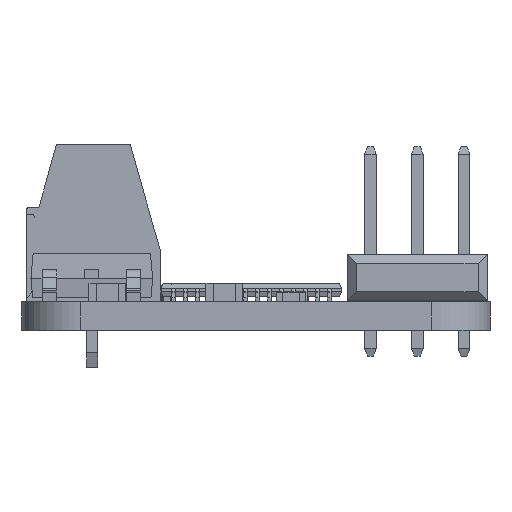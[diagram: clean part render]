
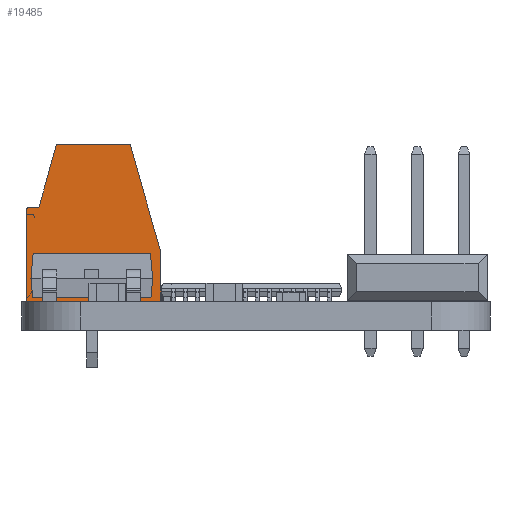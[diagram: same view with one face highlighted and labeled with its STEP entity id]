
A CAD part, left-side view. The second image highlights one B-rep face of the part: STEP entity #19485.
In plain terms, the highlighted free-form (B-spline) face has degree [1, 1] with [2, 2] control points.
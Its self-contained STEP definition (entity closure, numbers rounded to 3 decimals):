
#17971 = EDGE_CURVE('',#17972,#17974,#17976,.T.);
#17972 = VERTEX_POINT('',#17973);
#17973 = CARTESIAN_POINT('',(24.346,10.815,
    4.069));
#17974 = VERTEX_POINT('',#17975);
#17975 = CARTESIAN_POINT('',(24.346,12.38,
    9.571));
#17976 = B_SPLINE_CURVE_WITH_KNOTS('',1,(#17977,#17978),.UNSPECIFIED.,
  .F.,.F.,(2,2),(-0.7,5.33),.PIECEWISE_BEZIER_KNOTS.);
#17977 = CARTESIAN_POINT('',(24.346,10.815,
    4.069));
#17978 = CARTESIAN_POINT('',(24.346,12.38,
    9.571));
#19485 = ADVANCED_FACE('',(#19486),#19537,.F.);
#19486 = FACE_BOUND('',#19487,.T.);
#19487 = EDGE_LOOP('',(#19488,#19489,#19496,#19503,#19510,#19518,#19525,
    #19532));
#19488 = ORIENTED_EDGE('',*,*,#17971,.T.);
#19489 = ORIENTED_EDGE('',*,*,#19490,.F.);
#19490 = EDGE_CURVE('',#19491,#17974,#19493,.T.);
#19491 = VERTEX_POINT('',#19492);
#19492 = CARTESIAN_POINT('',(24.346,16.174,
    9.571));
#19493 = B_SPLINE_CURVE_WITH_KNOTS('',1,(#19494,#19495),.UNSPECIFIED.,
  .F.,.F.,(2,2),(1.65,5.65),.PIECEWISE_BEZIER_KNOTS.);
#19494 = CARTESIAN_POINT('',(24.346,16.174,
    9.571));
#19495 = CARTESIAN_POINT('',(24.346,12.38,
    9.571));
#19496 = ORIENTED_EDGE('',*,*,#19497,.T.);
#19497 = EDGE_CURVE('',#19491,#19498,#19500,.T.);
#19498 = VERTEX_POINT('',#19499);
#19499 = CARTESIAN_POINT('',(24.346,17.075,
    6.346));
#19500 = B_SPLINE_CURVE_WITH_KNOTS('',1,(#19501,#19502),.UNSPECIFIED.,
  .F.,.F.,(2,2),(-0.,3.53),.PIECEWISE_BEZIER_KNOTS.);
#19501 = CARTESIAN_POINT('',(24.346,16.174,
    9.571));
#19502 = CARTESIAN_POINT('',(24.346,17.075,
    6.346));
#19503 = ORIENTED_EDGE('',*,*,#19504,.T.);
#19504 = EDGE_CURVE('',#19498,#19505,#19507,.T.);
#19505 = VERTEX_POINT('',#19506);
#19506 = CARTESIAN_POINT('',(24.346,17.55,
    6.346));
#19507 = B_SPLINE_CURVE_WITH_KNOTS('',1,(#19508,#19509),.UNSPECIFIED.,
  .F.,.F.,(2,2),(0.,0.5),.PIECEWISE_BEZIER_KNOTS.);
#19508 = CARTESIAN_POINT('',(24.346,17.075,
    6.346));
#19509 = CARTESIAN_POINT('',(24.346,17.55,
    6.346));
#19510 = ORIENTED_EDGE('',*,*,#19511,.T.);
#19511 = EDGE_CURVE('',#19505,#19512,#19514,.T.);
#19512 = VERTEX_POINT('',#19513);
#19513 = CARTESIAN_POINT('',(24.346,17.739,
    6.156));
#19514 = ( BOUNDED_CURVE() B_SPLINE_CURVE(2,(#19515,#19516,#19517),
.UNSPECIFIED.,.F.,.F.) B_SPLINE_CURVE_WITH_KNOTS((3,3),(4.712,
6.283),.PIECEWISE_BEZIER_KNOTS.) CURVE() 
GEOMETRIC_REPRESENTATION_ITEM() RATIONAL_B_SPLINE_CURVE((1.,
0.707,1.)) REPRESENTATION_ITEM('') );
#19515 = CARTESIAN_POINT('',(24.346,17.55,
    6.346));
#19516 = CARTESIAN_POINT('',(24.346,17.739,
    6.346));
#19517 = CARTESIAN_POINT('',(24.346,17.739,
    6.156));
#19518 = ORIENTED_EDGE('',*,*,#19519,.T.);
#19519 = EDGE_CURVE('',#19512,#19520,#19522,.T.);
#19520 = VERTEX_POINT('',#19521);
#19521 = CARTESIAN_POINT('',(24.346,17.739,
    1.508));
#19522 = B_SPLINE_CURVE_WITH_KNOTS('',1,(#19523,#19524),.UNSPECIFIED.,
  .F.,.F.,(2,2),(3.6,8.5),.PIECEWISE_BEZIER_KNOTS.);
#19523 = CARTESIAN_POINT('',(24.346,17.739,
    6.156));
#19524 = CARTESIAN_POINT('',(24.346,17.739,
    1.508));
#19525 = ORIENTED_EDGE('',*,*,#19526,.T.);
#19526 = EDGE_CURVE('',#19520,#19527,#19529,.T.);
#19527 = VERTEX_POINT('',#19528);
#19528 = CARTESIAN_POINT('',(24.346,10.815,
    1.508));
#19529 = B_SPLINE_CURVE_WITH_KNOTS('',1,(#19530,#19531),.UNSPECIFIED.,
  .F.,.F.,(2,2),(0.,7.3),.PIECEWISE_BEZIER_KNOTS.);
#19530 = CARTESIAN_POINT('',(24.346,17.739,
    1.508));
#19531 = CARTESIAN_POINT('',(24.346,10.815,
    1.508));
#19532 = ORIENTED_EDGE('',*,*,#19533,.F.);
#19533 = EDGE_CURVE('',#17972,#19527,#19534,.T.);
#19534 = B_SPLINE_CURVE_WITH_KNOTS('',1,(#19535,#19536),.UNSPECIFIED.,
  .F.,.F.,(2,2),(5.8,8.5),.PIECEWISE_BEZIER_KNOTS.);
#19535 = CARTESIAN_POINT('',(24.346,10.815,
    4.069));
#19536 = CARTESIAN_POINT('',(24.346,10.815,
    1.508));
#19537 = B_SPLINE_SURFACE_WITH_KNOTS('',1,1,(
    (#19538,#19539)
    ,(#19540,#19541
    )),.UNSPECIFIED.,.F.,.F.,.F.,(2,2),(2,2),(-7.3,0.),(-8.5,
    0.),.PIECEWISE_BEZIER_KNOTS.);
#19538 = CARTESIAN_POINT('',(24.346,10.815,
    1.508));
#19539 = CARTESIAN_POINT('',(24.346,10.815,
    9.571));
#19540 = CARTESIAN_POINT('',(24.346,17.739,
    1.508));
#19541 = CARTESIAN_POINT('',(24.346,17.739,
    9.571));
